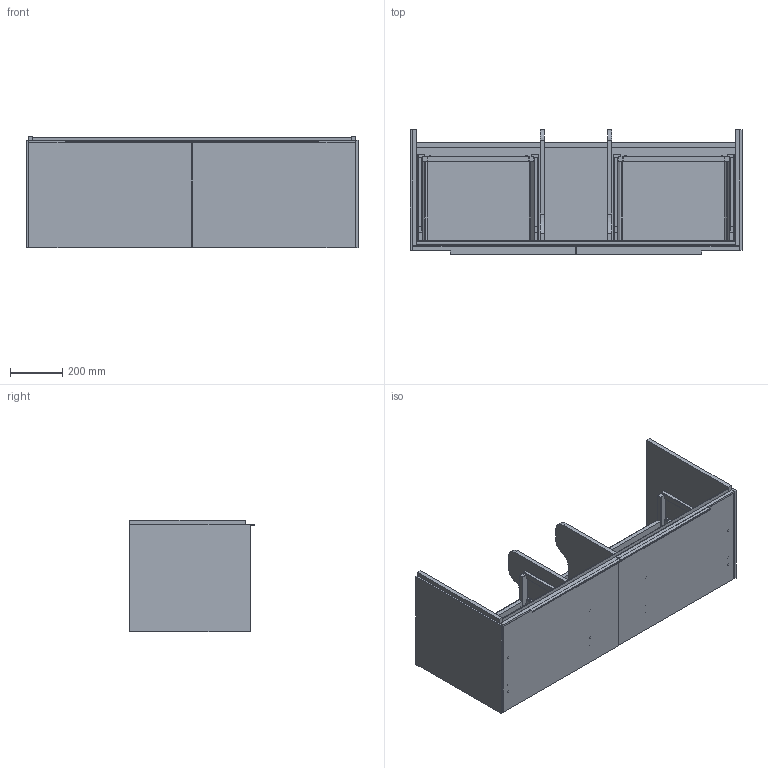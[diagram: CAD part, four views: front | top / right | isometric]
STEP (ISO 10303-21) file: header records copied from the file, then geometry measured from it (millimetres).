
FILE_DESCRIPTION(/* description */ (''),/* implementation_level */ '2;1');
FILE_NAME(/* name */ 'TK016_C6010Z_RFS.stp',/* time_stamp */ '2020-12-01T14:48:57+01:00',/* author */ ('StegeR'),/* organization */ (''),/* preprocessor_version */ 'ST-DEVELOPER v16.1',/* originating_system */ 'Autodesk Inventor 2016',/* authorisation */ '');
FILE_SCHEMA (('AUTOMOTIVE_DESIGN { 1 0 10303 214 3 1 1 }'));
Products named in the file (1): TK016_C6010Z_RFS
Bounding box: 1272 x 478 x 429 mm (x, y, z)
Volume: 38835976.9 mm3; surface area: 6204623.6 mm2
Topology: 41 solids, 41 shells, 2186 faces, 5956 edges, 3960 vertices
Faces by surface type: plane 1518, cylinder 652, cone 12, sphere 4
Full cylindrical faces by diameter (mm): 2.5 x4, 4 x4, 5 x12, 5.1 x4, 6 x12, 7.2 x4, 8 x4, 10 x16, 12 x4, 12.2 x4
Entity records: 69009 total; most frequent: CARTESIAN_POINT 12093, ORIENTED_EDGE 11712, DIRECTION 11610, EDGE_CURVE 5856, LINE 4440, VECTOR 4440, VERTEX_POINT 3944, AXIS2_PLACEMENT_3D 3585
